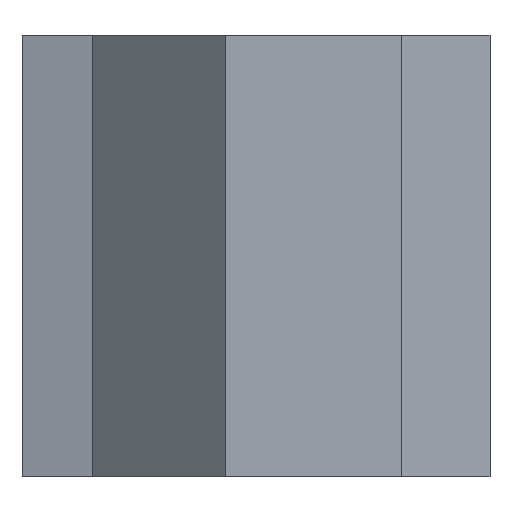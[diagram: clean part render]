
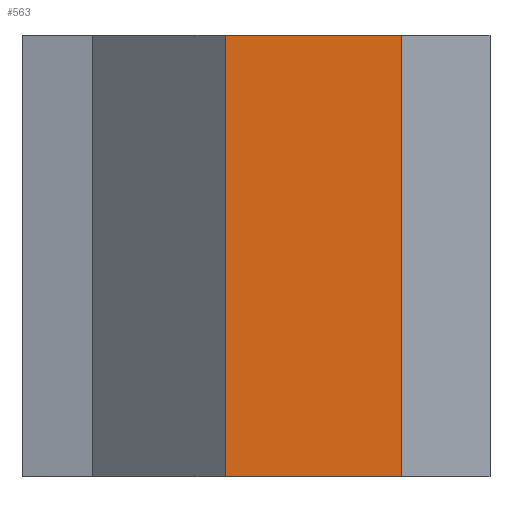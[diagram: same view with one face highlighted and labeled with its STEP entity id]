
A CAD part, left-side view. The second image highlights one B-rep face of the part: STEP entity #563.
In plain terms, the highlighted planar face has unit normal (-1, 0, 0).
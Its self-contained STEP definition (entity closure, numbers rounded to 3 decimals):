
#246=CARTESIAN_POINT('Vertex',(-65.,30.,25.)) ;
#249=CARTESIAN_POINT('Line Origine',(-65.,20.,25.)) ;
#253=CARTESIAN_POINT('Vertex',(-65.,10.,25.)) ;
#525=CARTESIAN_POINT('Vertex',(-65.,30.,-25.)) ;
#528=CARTESIAN_POINT('Line Origine',(-65.,30.,0.)) ;
#540=CARTESIAN_POINT('Axis2P3D Location',(-65.,10.,0.)) ;
#545=CARTESIAN_POINT('Line Origine',(-65.,20.,-25.)) ;
#549=CARTESIAN_POINT('Vertex',(-65.,10.,-25.)) ;
#552=CARTESIAN_POINT('Line Origine',(-65.,10.,0.)) ;
#250=DIRECTION('Vector Direction',(0.,1.,0.)) ;
#529=DIRECTION('Vector Direction',(0.,0.,-1.)) ;
#541=DIRECTION('Axis2P3D Direction',(-1.,0.,0.)) ;
#542=DIRECTION('Axis2P3D XDirection',(0.,1.,0.)) ;
#546=DIRECTION('Vector Direction',(0.,1.,0.)) ;
#553=DIRECTION('Vector Direction',(0.,0.,-1.)) ;
#543=AXIS2_PLACEMENT_3D('Plane Axis2P3D',#540,#541,#542) ;
#558=ORIENTED_EDGE('',*,*,#551,.T.) ;
#559=ORIENTED_EDGE('',*,*,#556,.F.) ;
#560=ORIENTED_EDGE('',*,*,#255,.F.) ;
#561=ORIENTED_EDGE('',*,*,#532,.T.) ;
#251=VECTOR('Line Direction',#250,1.) ;
#530=VECTOR('Line Direction',#529,1.) ;
#547=VECTOR('Line Direction',#546,1.) ;
#554=VECTOR('Line Direction',#553,1.) ;
#563=ADVANCED_FACE('Corps principal',(#562),#544,.T.) ;
#255=EDGE_CURVE('',#247,#254,#252,.F.) ;
#532=EDGE_CURVE('',#247,#526,#531,.T.) ;
#551=EDGE_CURVE('',#526,#550,#548,.F.) ;
#556=EDGE_CURVE('',#254,#550,#555,.T.) ;
#557=EDGE_LOOP('',(#558,#559,#560,#561)) ;
#562=FACE_OUTER_BOUND('',#557,.T.) ;
#252=LINE('Line',#249,#251) ;
#531=LINE('Line',#528,#530) ;
#548=LINE('Line',#545,#547) ;
#555=LINE('Line',#552,#554) ;
#544=PLANE('',#543) ;
#247=VERTEX_POINT('',#246) ;
#254=VERTEX_POINT('',#253) ;
#526=VERTEX_POINT('',#525) ;
#550=VERTEX_POINT('',#549) ;
